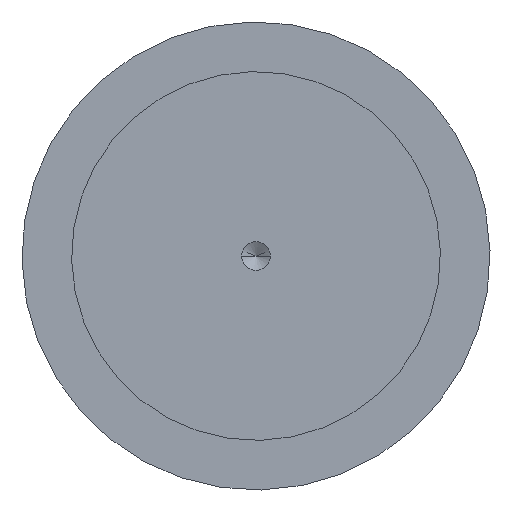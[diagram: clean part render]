
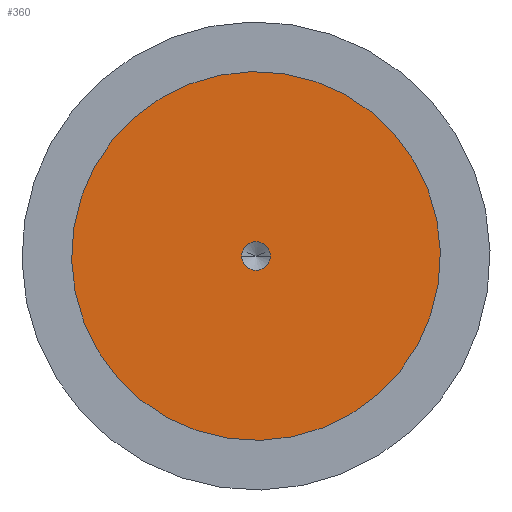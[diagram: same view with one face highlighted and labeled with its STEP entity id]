
A CAD part, front view. The second image highlights one B-rep face of the part: STEP entity #360.
In plain terms, the highlighted planar face has unit normal (0, -1, 0).
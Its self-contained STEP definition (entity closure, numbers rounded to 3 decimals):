
#299=CARTESIAN_POINT('Vertex',(15.831,6.35,28.978)) ;
#302=CARTESIAN_POINT('Axis2P3D Location',(0.,6.35,0.)) ;
#306=CARTESIAN_POINT('Vertex',(-15.831,6.35,-28.978)) ;
#321=CARTESIAN_POINT('Axis2P3D Location',(0.,6.35,0.)) ;
#333=CARTESIAN_POINT('Axis2P3D Location',(0.,6.35,0.)) ;
#342=CARTESIAN_POINT('Axis2P3D Location',(0.,6.35,0.)) ;
#346=CARTESIAN_POINT('Vertex',(-2.553,6.35,0.)) ;
#348=CARTESIAN_POINT('Vertex',(2.553,6.35,0.)) ;
#351=CARTESIAN_POINT('Axis2P3D Location',(0.,6.35,0.)) ;
#303=DIRECTION('Axis2P3D Direction',(0.,1.,0.)) ;
#322=DIRECTION('Axis2P3D Direction',(0.,1.,0.)) ;
#334=DIRECTION('Axis2P3D Direction',(0.,1.,0.)) ;
#335=DIRECTION('Axis2P3D XDirection',(1.,-0.,0.)) ;
#343=DIRECTION('Axis2P3D Direction',(0.,1.,0.)) ;
#352=DIRECTION('Axis2P3D Direction',(0.,1.,0.)) ;
#304=AXIS2_PLACEMENT_3D('Circle Axis2P3D',#302,#303,$) ;
#323=AXIS2_PLACEMENT_3D('Circle Axis2P3D',#321,#322,$) ;
#336=AXIS2_PLACEMENT_3D('Plane Axis2P3D',#333,#334,#335) ;
#344=AXIS2_PLACEMENT_3D('Circle Axis2P3D',#342,#343,$) ;
#353=AXIS2_PLACEMENT_3D('Circle Axis2P3D',#351,#352,$) ;
#305=CIRCLE('generated circle',#304,33.02) ;
#324=CIRCLE('generated circle',#323,33.02) ;
#345=CIRCLE('generated circle',#344,2.553) ;
#354=CIRCLE('generated circle',#353,2.553) ;
#337=PLANE('',#336) ;
#359=FACE_BOUND('',#356,.T.) ;
#308=EDGE_CURVE('',#300,#307,#305,.T.) ;
#325=EDGE_CURVE('',#307,#300,#324,.T.) ;
#350=EDGE_CURVE('',#347,#349,#345,.T.) ;
#355=EDGE_CURVE('',#349,#347,#354,.T.) ;
#339=ORIENTED_EDGE('',*,*,#308,.F.) ;
#340=ORIENTED_EDGE('',*,*,#325,.F.) ;
#357=ORIENTED_EDGE('',*,*,#350,.T.) ;
#358=ORIENTED_EDGE('',*,*,#355,.T.) ;
#338=EDGE_LOOP('',(#339,#340)) ;
#356=EDGE_LOOP('',(#357,#358)) ;
#300=VERTEX_POINT('',#299) ;
#307=VERTEX_POINT('',#306) ;
#347=VERTEX_POINT('',#346) ;
#349=VERTEX_POINT('',#348) ;
#360=ADVANCED_FACE('PartBody',(#341,#359),#337,.F.) ;
#341=FACE_OUTER_BOUND('',#338,.T.) ;
